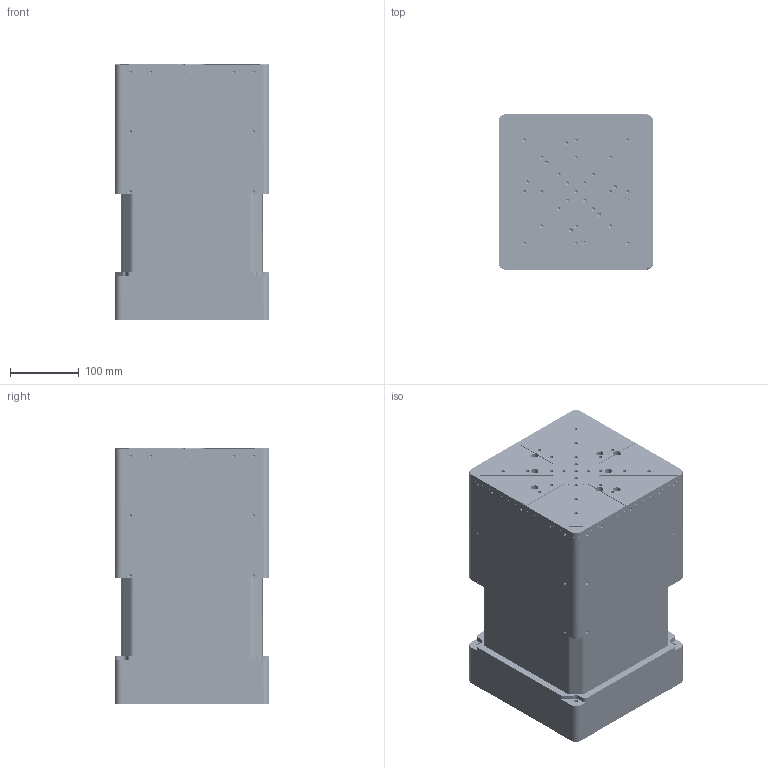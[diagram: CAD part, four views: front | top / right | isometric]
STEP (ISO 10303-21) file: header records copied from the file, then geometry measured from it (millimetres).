
FILE_DESCRIPTION (( 'STEP AP203' ), '1' );
FILE_NAME ('528667.STEP', '2024-09-21T08:37:35', ( '' ), ( '' ), 'SwSTEP 2.0', 'SolidWorks 2020', '' );
FILE_SCHEMA (( 'CONFIG_CONTROL_DESIGN' ));
Products named in the file (1): 528667
Bounding box: 225 x 225 x 372.5 mm (x, y, z)
Surface area: 1712674.4 mm2 (no closed solid volume)
Topology: 0 solids, 182 shells, 5133 faces, 13645 edges, 8513 vertices
Faces by surface type: plane 2337, cylinder 1475, cone 697, bspline 241, sphere 198, torus 185
Entity records: 234288 total; most frequent: CARTESIAN_POINT 136530, ORIENTED_EDGE 25788, EDGE_CURVE 13132, B_SPLINE_CURVE_WITH_KNOTS 13126, DIRECTION 9786, VERTEX_POINT 8509, EDGE_LOOP 6003, ADVANCED_FACE 5129
